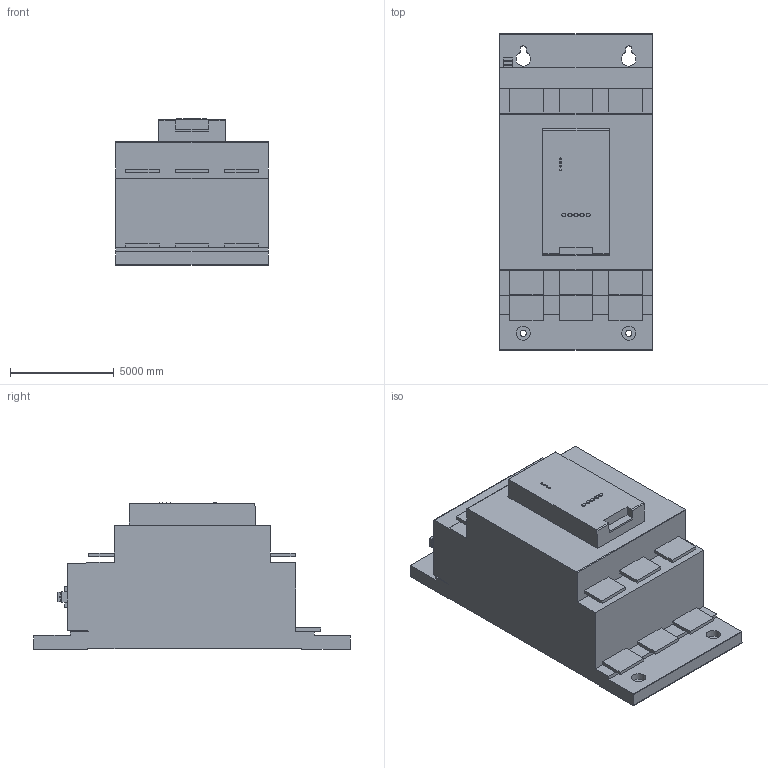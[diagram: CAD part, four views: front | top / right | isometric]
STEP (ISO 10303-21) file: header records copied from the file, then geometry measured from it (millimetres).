
FILE_DESCRIPTION((' '),'2;1');
FILE_NAME('PF-317_480a_3D.stp','2012-04-09T13:57:58',(' '),(' '),' ','ACIS',' ');
FILE_SCHEMA(('CONFIG_CONTROL_DESIGN'));
Length unit declared in the file: inch
Products named in the file (23): PF-317_480a_3D.stp; Body1; Body2; Body3; Body4; Body5; Body6; Body7; Body8; Body9; Body10; Body11; Body12; Body13; Body14; Body15; Body16; Body17; Body18; Body19; Body20; Body21; Body22
Assembly tree (22 placements, depth 2):
  PF-317_480a_3D.stp
    Body1
    Body2
    Body3
    Body4
    Body5
    Body6
    Body7
    Body8
    Body9
    Body10
    Body11
    Body12
    Body13
    Body14
    Body15
    Body16
    Body17
    Body18
    Body19
    Body20
    Body21
    Body22
Bounding box: 7365.33 x 15240 x 7076.97 mm (x, y, z)
Volume: 478192496197.1 mm3; surface area: 520329383.4 mm2
Topology: 22 solids, 22 shells, 320 faces, 831 edges, 554 vertices
Faces by surface type: plane 279, cylinder 37, sphere 4
Full cylindrical faces by diameter (mm): 80.772 x4, 304.8 x2, 674.011 x2
Entity records: 12847 total; most frequent: CARTESIAN_POINT 1718, ORIENTED_EDGE 1618, DIRECTION 1613, EDGE_CURVE 809, VECTOR 735, LINE 735, VERTEX_POINT 544, AXIS2_PLACEMENT_3D 439
